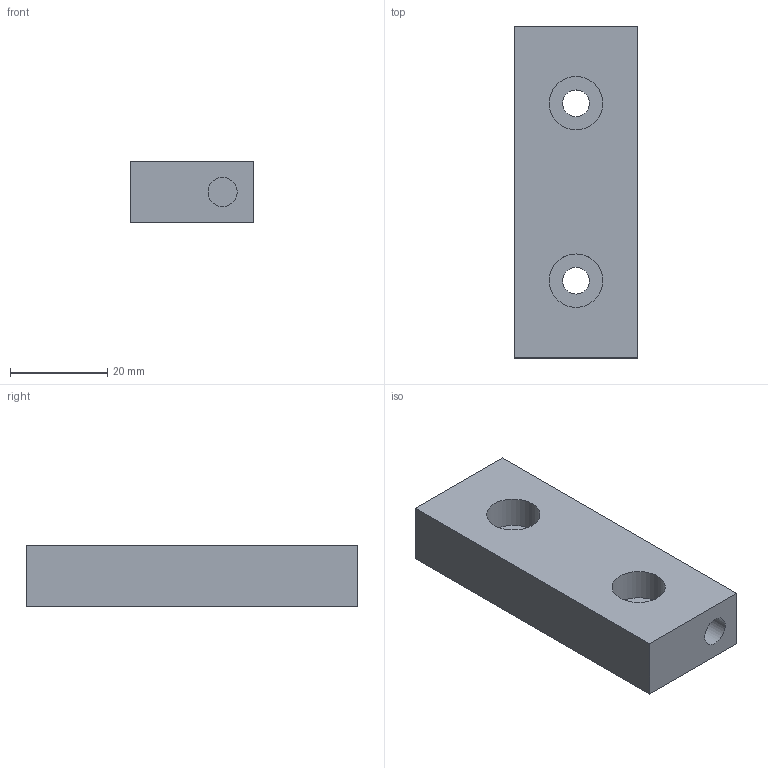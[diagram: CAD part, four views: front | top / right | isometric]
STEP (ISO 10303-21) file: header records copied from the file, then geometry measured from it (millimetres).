
FILE_DESCRIPTION(/* description */ (''),/* implementation_level */ '2;1');
FILE_NAME(/* name */ 'Ion_arm_02.step',/* time_stamp */ '2020-11-25T11:03:40+01:00',/* author */ (''),/* organization */ (''),/* preprocessor_version */ 'ST-DEVELOPER v18.1',/* originating_system */ 'Autodesk Translation Framework v9.3.0.1241',/* authorisation */ '');
FILE_SCHEMA (('AUTOMOTIVE_DESIGN { 1 0 10303 214 3 1 1 }'));
Length unit declared in the file: millimetre
Products named in the file (1): Ion_arm_02
Bounding box: 25.4 x 68.3 x 12.7 mm (x, y, z)
Volume: 19880 mm3; surface area: 6855.1 mm2
Topology: 1 solids, 1 shells, 18 faces, 33 edges, 22 vertices
Faces by surface type: plane 11, cylinder 7
Full cylindrical faces by diameter (mm): 3 x1, 5.5 x2, 6 x2, 11 x2
Entity records: 499 total; most frequent: DIRECTION 85, CARTESIAN_POINT 74, ORIENTED_EDGE 66, EDGE_CURVE 33, AXIS2_PLACEMENT_3D 33, EDGE_LOOP 27, VERTEX_POINT 22, LINE 19
